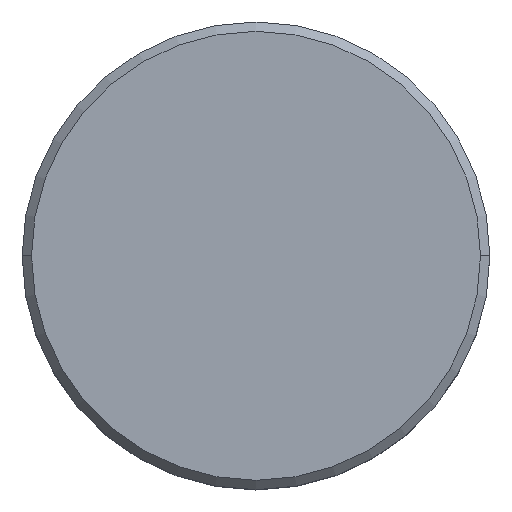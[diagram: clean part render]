
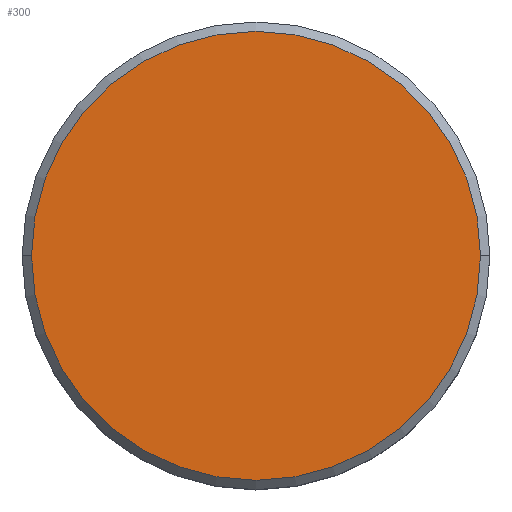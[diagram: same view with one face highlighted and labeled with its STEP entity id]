
A CAD part, top view. The second image highlights one B-rep face of the part: STEP entity #300.
In plain terms, the highlighted planar face has unit normal (0, 0, 1).
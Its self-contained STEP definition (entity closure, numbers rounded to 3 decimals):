
#10 = DIRECTION ( 'NONE',  ( 0., 0., 1. ) ) ;
#27 = EDGE_CURVE ( 'NONE', #486, #579, #484, .T. ) ;
#41 = CARTESIAN_POINT ( 'NONE',  ( 12., 0., 0. ) ) ;
#50 = DIRECTION ( 'NONE',  ( 1., 0., 0. ) ) ;
#66 = DIRECTION ( 'NONE',  ( 1., 0., 0. ) ) ;
#77 = CIRCLE ( 'NONE', #92, 12. ) ;
#87 = AXIS2_PLACEMENT_3D ( 'NONE', #90, #451, #171 ) ;
#90 = CARTESIAN_POINT ( 'NONE',  ( 0., 0., 0. ) ) ;
#92 = AXIS2_PLACEMENT_3D ( 'NONE', #517, #10, #50 ) ;
#138 = AXIS2_PLACEMENT_3D ( 'NONE', #518, #250, #66 ) ;
#171 = DIRECTION ( 'NONE',  ( 1., 0., 0. ) ) ;
#190 = EDGE_CURVE ( 'NONE', #579, #486, #77, .T. ) ;
#195 = ORIENTED_EDGE ( 'NONE', *, *, #190, .T. ) ;
#250 = DIRECTION ( 'NONE',  ( 0., 0., 1. ) ) ;
#300 = ADVANCED_FACE ( 'NONE', ( #387 ), #335, .T. ) ;
#335 = PLANE ( 'NONE',  #138 ) ;
#387 = FACE_OUTER_BOUND ( 'NONE', #394, .T. ) ;
#394 = EDGE_LOOP ( 'NONE', ( #496, #195 ) ) ;
#451 = DIRECTION ( 'NONE',  ( 0., 0., 1. ) ) ;
#484 = CIRCLE ( 'NONE', #87, 12. ) ;
#486 = VERTEX_POINT ( 'NONE', #581 ) ;
#496 = ORIENTED_EDGE ( 'NONE', *, *, #27, .T. ) ;
#517 = CARTESIAN_POINT ( 'NONE',  ( 0., 0., 0. ) ) ;
#518 = CARTESIAN_POINT ( 'NONE',  ( 0., 0., 0. ) ) ;
#579 = VERTEX_POINT ( 'NONE', #41 ) ;
#581 = CARTESIAN_POINT ( 'NONE',  ( -12., 0., 0. ) ) ;
